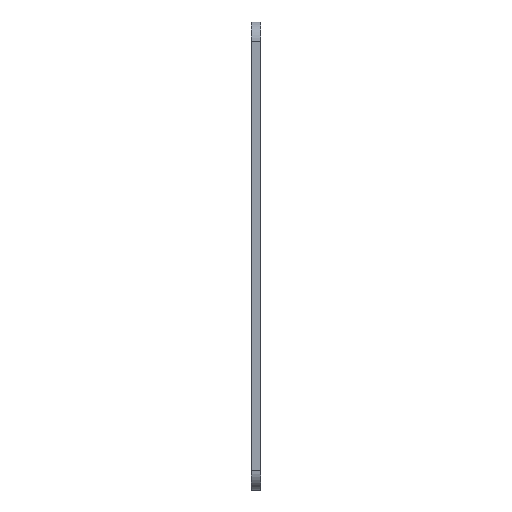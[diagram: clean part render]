
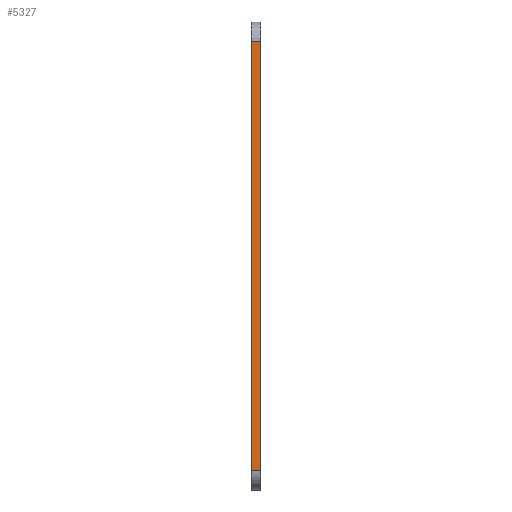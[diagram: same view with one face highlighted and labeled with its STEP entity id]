
A CAD part, left-side view. The second image highlights one B-rep face of the part: STEP entity #5327.
In plain terms, the highlighted planar face has unit normal (-1, 0, 0).
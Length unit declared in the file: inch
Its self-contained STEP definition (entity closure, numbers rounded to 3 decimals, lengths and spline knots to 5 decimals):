
#310 = DIRECTION ( 'NONE',  ( -1., 0., 0. ) ) ;
#352 = CARTESIAN_POINT ( 'NONE',  ( 0., 0.125, -5.75 ) ) ;
#539 = EDGE_CURVE ( 'NONE', #4781, #3308, #5324, .T. ) ;
#773 = VECTOR ( 'NONE', #4101, 39.37008 ) ;
#979 = DIRECTION ( 'NONE',  ( 0., 0., 1. ) ) ;
#1115 = EDGE_CURVE ( 'NONE', #3308, #3254, #3266, .T. ) ;
#1208 = DIRECTION ( 'NONE',  ( 0., 0., -1. ) ) ;
#1628 = CARTESIAN_POINT ( 'NONE',  ( 0., 0.125, -5.75 ) ) ;
#1647 = FACE_OUTER_BOUND ( 'NONE', #4893, .T. ) ;
#1679 = DIRECTION ( 'NONE',  ( 0., 1., 0. ) ) ;
#1715 = CARTESIAN_POINT ( 'NONE',  ( 0., 0., 0. ) ) ;
#1788 = ORIENTED_EDGE ( 'NONE', *, *, #539, .T. ) ;
#2028 = EDGE_CURVE ( 'NONE', #7033, #3254, #4063, .T. ) ;
#2061 = DIRECTION ( 'NONE',  ( 0., -1., 0. ) ) ;
#2258 = CARTESIAN_POINT ( 'NONE',  ( 0., 0., -5.75 ) ) ;
#3254 = VERTEX_POINT ( 'NONE', #2258 ) ;
#3266 = LINE ( 'NONE', #352, #3594 ) ;
#3308 = VERTEX_POINT ( 'NONE', #1628 ) ;
#3510 = LINE ( 'NONE', #5280, #5477 ) ;
#3594 = VECTOR ( 'NONE', #2061, 39.37008 ) ;
#3633 = CARTESIAN_POINT ( 'NONE',  ( 0., 0.125, 0. ) ) ;
#4037 = PLANE ( 'NONE',  #7464 ) ;
#4048 = ORIENTED_EDGE ( 'NONE', *, *, #2028, .F. ) ;
#4063 = LINE ( 'NONE', #1715, #773 ) ;
#4101 = DIRECTION ( 'NONE',  ( 0., 0., -1. ) ) ;
#4259 = CARTESIAN_POINT ( 'NONE',  ( 0., 0., -0.25 ) ) ;
#4266 = CARTESIAN_POINT ( 'NONE',  ( 0., 0.125, -0.25 ) ) ;
#4781 = VERTEX_POINT ( 'NONE', #4266 ) ;
#4893 = EDGE_LOOP ( 'NONE', ( #4048, #7011, #1788, #6037 ) ) ;
#4916 = VECTOR ( 'NONE', #1208, 39.37008 ) ;
#5280 = CARTESIAN_POINT ( 'NONE',  ( 0., 0.125, -0.25 ) ) ;
#5324 = LINE ( 'NONE', #3633, #4916 ) ;
#5327 = ADVANCED_FACE ( 'NONE', ( #1647 ), #4037, .T. ) ;
#5477 = VECTOR ( 'NONE', #1679, 39.37008 ) ;
#5858 = EDGE_CURVE ( 'NONE', #7033, #4781, #3510, .T. ) ;
#6037 = ORIENTED_EDGE ( 'NONE', *, *, #1115, .T. ) ;
#6436 = CARTESIAN_POINT ( 'NONE',  ( 0., 0.125, 0. ) ) ;
#7011 = ORIENTED_EDGE ( 'NONE', *, *, #5858, .T. ) ;
#7033 = VERTEX_POINT ( 'NONE', #4259 ) ;
#7464 = AXIS2_PLACEMENT_3D ( 'NONE', #6436, #310, #979 ) ;
